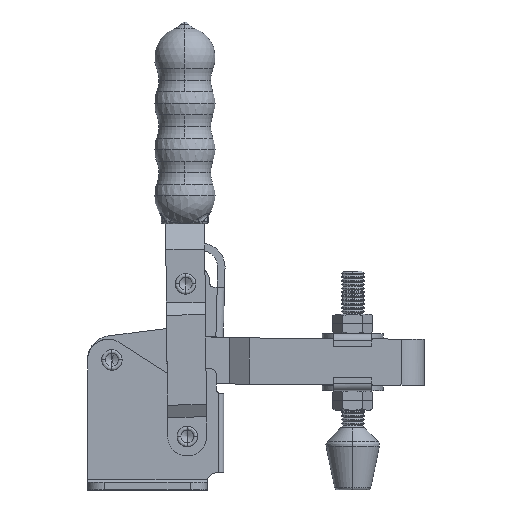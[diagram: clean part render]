
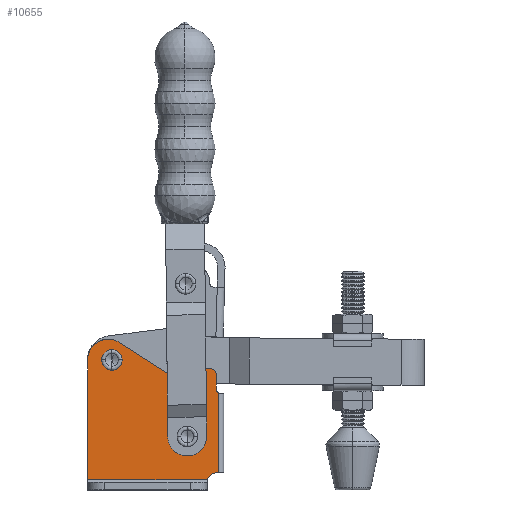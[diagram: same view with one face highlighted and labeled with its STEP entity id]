
A CAD part, left-side view. The second image highlights one B-rep face of the part: STEP entity #10655.
In plain terms, the highlighted planar face has unit normal (-1, 0, 0).
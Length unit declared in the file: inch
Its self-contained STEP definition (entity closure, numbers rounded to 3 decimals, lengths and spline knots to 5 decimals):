
#4860=EDGE_CURVE('',#13839,#11597,#14574,.T.);
#5247=EDGE_CURVE('',#6563,#7486,#14991,.T.);
#5443=VERTEX_POINT('',#15203);
#5990=VERTEX_POINT('',#15783);
#6017=EDGE_CURVE('',#13849,#7153,#15811,.T.);
#6239=VERTEX_POINT('',#16048);
#6563=VERTEX_POINT('',#16393);
#7049=VERTEX_POINT('',#16920);
#7153=VERTEX_POINT('',#17028);
#7448=EDGE_CURVE('',#12279,#13849,#17345,.T.);
#7486=VERTEX_POINT('',#17385);
#8190=VERTEX_POINT('',#18135);
#8418=EDGE_CURVE('',#12384,#12191,#18383,.T.);
#9098=EDGE_CURVE('',#6239,#10840,#19114,.T.);
#9628=EDGE_CURVE('',#7486,#12279,#19697,.T.);
#10309=EDGE_CURVE('',#7049,#13512,#20433,.T.);
#10655=ADVANCED_FACE('',(#20796,#20797,#20798),#20799,.T.);
#10697=EDGE_CURVE('',#11597,#13839,#20843,.T.);
#10840=VERTEX_POINT('',#21002);
#11085=EDGE_CURVE('',#5443,#8190,#21265,.T.);
#11597=VERTEX_POINT('',#21814);
#12145=EDGE_CURVE('',#13512,#7049,#22404,.T.);
#12191=VERTEX_POINT('',#22457);
#12212=EDGE_CURVE('',#5990,#12384,#22479,.T.);
#12279=VERTEX_POINT('',#22549);
#12287=EDGE_CURVE('',#5443,#5990,#22557,.T.);
#12384=VERTEX_POINT('',#22663);
#12623=EDGE_CURVE('',#12191,#7153,#22922,.T.);
#13362=EDGE_CURVE('',#8190,#6239,#23724,.T.);
#13512=VERTEX_POINT('',#23884);
#13835=EDGE_CURVE('',#10840,#6563,#24223,.T.);
#13839=VERTEX_POINT('',#24227);
#13849=VERTEX_POINT('',#24237);
#14574=(B_SPLINE_CURVE(3,(#25331,#25332,#25333,#25334),.UNSPECIFIED.,.F.,.F.)B_SPLINE_CURVE_WITH_KNOTS((4,4),(4.71239,7.85398),.UNSPECIFIED.)RATIONAL_B_SPLINE_CURVE((1.0,0.333,0.333,1.0))BOUNDED_CURVE()REPRESENTATION_ITEM('')GEOMETRIC_REPRESENTATION_ITEM()CURVE());
#14991=(B_SPLINE_CURVE(3,(#26457,#26458,#26459,#26460),.UNSPECIFIED.,.F.,.F.)B_SPLINE_CURVE_WITH_KNOTS((4,4),(4.14221,5.43947),.UNSPECIFIED.)RATIONAL_B_SPLINE_CURVE((1.0,0.865,0.865,1.0))BOUNDED_CURVE()REPRESENTATION_ITEM('')GEOMETRIC_REPRESENTATION_ITEM()CURVE());
#15203=CARTESIAN_POINT('',(-0.28346,-1.93979,0.16535));
#15783=CARTESIAN_POINT('',(-0.28346,-2.0748,0.27559));
#15811=LINE('',#28264,#28265);
#16048=CARTESIAN_POINT('',(-0.28346,0.,2.1063));
#16393=CARTESIAN_POINT('',(-0.28346,-1.3941,1.82449));
#16920=CARTESIAN_POINT('',(-0.28346,-1.61417,0.99114));
#17028=CARTESIAN_POINT('',(-0.28346,-2.08661,1.63386));
#17345=(B_SPLINE_CURVE(3,(#31530,#31531,#31532,#31533),.UNSPECIFIED.,.F.,.F.)B_SPLINE_CURVE_WITH_KNOTS((4,4),(-2.29788,0.0),.UNSPECIFIED.)RATIONAL_B_SPLINE_CURVE((1.0,0.606,0.606,1.0))BOUNDED_CURVE()REPRESENTATION_ITEM('')GEOMETRIC_REPRESENTATION_ITEM()CURVE());
#17385=CARTESIAN_POINT('',(-0.28346,-1.79732,1.85619));
#18135=CARTESIAN_POINT('',(-0.28346,0.,0.16535));
#18383=B_SPLINE_CURVE_WITH_KNOTS('',1,(#33754,#33755),.UNSPECIFIED.,.F.,.F.,(2,2),(0.0038,0.03657),.UNSPECIFIED.);
#19114=(B_SPLINE_CURVE(3,(#35488,#35489,#35490,#35491),.UNSPECIFIED.,.F.,.F.)B_SPLINE_CURVE_WITH_KNOTS((4,4),(-3.14159,-1.00062),.UNSPECIFIED.)RATIONAL_B_SPLINE_CURVE((1.0,0.653,0.653,1.0))BOUNDED_CURVE()REPRESENTATION_ITEM('')GEOMETRIC_REPRESENTATION_ITEM()CURVE());
#19697=LINE('',#36827,#36828);
#20433=(B_SPLINE_CURVE(3,(#38484,#38485,#38486,#38487),.UNSPECIFIED.,.F.,.F.)B_SPLINE_CURVE_WITH_KNOTS((4,4),(1.5708,4.71239),.UNSPECIFIED.)RATIONAL_B_SPLINE_CURVE((1.0,0.333,0.333,1.0))BOUNDED_CURVE()REPRESENTATION_ITEM('')GEOMETRIC_REPRESENTATION_ITEM()CURVE());
#20796=FACE_OUTER_BOUND('',#39289,.T.);
#20797=FACE_BOUND('',#39290,.T.);
#20798=FACE_BOUND('',#39291,.T.);
#20799=PLANE('',#39292);
#20843=(B_SPLINE_CURVE(3,(#39392,#39393,#39394,#39395),.UNSPECIFIED.,.F.,.F.)B_SPLINE_CURVE_WITH_KNOTS((4,4),(1.5708,4.71239),.UNSPECIFIED.)RATIONAL_B_SPLINE_CURVE((1.0,0.333,0.333,1.0))BOUNDED_CURVE()REPRESENTATION_ITEM('')GEOMETRIC_REPRESENTATION_ITEM()CURVE());
#21002=CARTESIAN_POINT('',(-0.28346,-0.51528,2.38801));
#21265=B_SPLINE_CURVE_WITH_KNOTS('',1,(#40312,#40313),.UNSPECIFIED.,.F.,.F.,(2,2),(-0.02467,0.0246),.UNSPECIFIED.);
#21814=CARTESIAN_POINT('',(-0.28346,-0.3937,2.26575));
#22404=(B_SPLINE_CURVE(3,(#42809,#42810,#42811,#42812),.UNSPECIFIED.,.F.,.F.)B_SPLINE_CURVE_WITH_KNOTS((4,4),(4.71239,7.85398),.UNSPECIFIED.)RATIONAL_B_SPLINE_CURVE((1.0,0.333,0.333,1.0))BOUNDED_CURVE()REPRESENTATION_ITEM('')GEOMETRIC_REPRESENTATION_ITEM()CURVE());
#22457=CARTESIAN_POINT('',(-0.28346,-2.12598,1.56567));
#22479=LINE('',#42933,#42934);
#22549=CARTESIAN_POINT('',(-0.28346,-1.89,1.93864));
#22557=(B_SPLINE_CURVE(3,(#43116,#43117,#43118,#43119),.UNSPECIFIED.,.F.,.F.)B_SPLINE_CURVE_WITH_KNOTS((4,4),(-2.94023,-1.5708),.UNSPECIFIED.)RATIONAL_B_SPLINE_CURVE((1.0,0.85,0.85,1.0))BOUNDED_CURVE()REPRESENTATION_ITEM('')GEOMETRIC_REPRESENTATION_ITEM()CURVE());
#22663=CARTESIAN_POINT('',(-0.28346,-2.12598,0.27559));
#22922=(B_SPLINE_CURVE(3,(#43903,#43904,#43905,#43906),.UNSPECIFIED.,.F.,.F.)B_SPLINE_CURVE_WITH_KNOTS((4,4),(-4.18879,-3.14159),.UNSPECIFIED.)RATIONAL_B_SPLINE_CURVE((1.0,0.911,0.911,1.0))BOUNDED_CURVE()REPRESENTATION_ITEM('')GEOMETRIC_REPRESENTATION_ITEM()CURVE());
#23724=LINE('',#46122,#46123);
#23884=CARTESIAN_POINT('',(-0.28346,-1.61417,0.74114));
#24223=LINE('',#47141,#47142);
#24227=CARTESIAN_POINT('',(-0.28346,-0.3937,1.94685));
#24237=CARTESIAN_POINT('',(-0.28346,-2.08661,1.85039));
#25331=CARTESIAN_POINT('',(-0.28346,-0.3937,1.94685));
#25332=CARTESIAN_POINT('',(-0.28346,-0.7126,1.94685));
#25333=CARTESIAN_POINT('',(-0.28346,-0.7126,2.26575));
#25334=CARTESIAN_POINT('',(-0.28346,-0.3937,2.26575));
#26457=CARTESIAN_POINT('',(-0.28346,-1.3941,1.82449));
#26458=CARTESIAN_POINT('',(-0.28346,-1.52537,1.74032));
#26459=CARTESIAN_POINT('',(-0.28346,-1.68082,1.75254));
#26460=CARTESIAN_POINT('',(-0.28346,-1.79732,1.85619));
#28264=CARTESIAN_POINT('',(-0.28346,-2.08661,0.89961));
#28265=VECTOR('',#49614,1.);
#31530=CARTESIAN_POINT('',(-0.28346,-1.89,1.93864));
#31531=CARTESIAN_POINT('',(-0.28346,-1.97852,2.01739));
#31532=CARTESIAN_POINT('',(-0.28346,-2.08661,1.96888));
#31533=CARTESIAN_POINT('',(-0.28346,-2.08661,1.85039));
#33754=CARTESIAN_POINT('',(-0.28346,-2.12598,0.27559));
#33755=CARTESIAN_POINT('',(-0.28346,-2.12598,1.56567));
#35488=CARTESIAN_POINT('',(-0.28346,0.,2.1063));
#35489=CARTESIAN_POINT('',(-0.28346,0.,2.40601));
#35490=CARTESIAN_POINT('',(-0.28346,-0.26298,2.54979));
#35491=CARTESIAN_POINT('',(-0.28346,-0.51528,2.38801));
#36827=CARTESIAN_POINT('',(-0.28346,-0.87587,1.03639));
#36828=VECTOR('',#53704,1.);
#38484=CARTESIAN_POINT('',(-0.28346,-1.61417,0.99114));
#38485=CARTESIAN_POINT('',(-0.28346,-1.36417,0.99114));
#38486=CARTESIAN_POINT('',(-0.28346,-1.36417,0.74114));
#38487=CARTESIAN_POINT('',(-0.28346,-1.61417,0.74114));
#39289=EDGE_LOOP('',(#54862,#54863,#54864,#54865,#54866,#54867,#54868,#54869,#54870,#54871,#54872,#54873));
#39290=EDGE_LOOP('',(#54874,#54875));
#39291=EDGE_LOOP('',(#54876,#54877));
#39292=AXIS2_PLACEMENT_3D('',#54878,#54879,#54880);
#39392=CARTESIAN_POINT('',(-0.28346,-0.3937,2.26575));
#39393=CARTESIAN_POINT('',(-0.28346,-0.0748,2.26575));
#39394=CARTESIAN_POINT('',(-0.28346,-0.0748,1.94685));
#39395=CARTESIAN_POINT('',(-0.28346,-0.3937,1.94685));
#40312=CARTESIAN_POINT('',(-0.28346,-1.93979,0.16535));
#40313=CARTESIAN_POINT('',(-0.28346,0.,0.16535));
#42809=CARTESIAN_POINT('',(-0.28346,-1.61417,0.74114));
#42810=CARTESIAN_POINT('',(-0.28346,-1.86417,0.74114));
#42811=CARTESIAN_POINT('',(-0.28346,-1.86417,0.99114));
#42812=CARTESIAN_POINT('',(-0.28346,-1.61417,0.99114));
#42933=CARTESIAN_POINT('',(-0.28346,-1.10236,0.27559));
#42934=VECTOR('',#56637,1.);
#43116=CARTESIAN_POINT('',(-0.28346,-1.93979,0.16535));
#43117=CARTESIAN_POINT('',(-0.28346,-1.95347,0.23235));
#43118=CARTESIAN_POINT('',(-0.28346,-2.00643,0.27559));
#43119=CARTESIAN_POINT('',(-0.28346,-2.0748,0.27559));
#43903=CARTESIAN_POINT('',(-0.28346,-2.12598,1.56567));
#43904=CARTESIAN_POINT('',(-0.28346,-2.10102,1.58008));
#43905=CARTESIAN_POINT('',(-0.28346,-2.08661,1.60504));
#43906=CARTESIAN_POINT('',(-0.28346,-2.08661,1.63386));
#46122=CARTESIAN_POINT('',(-0.28346,0.,0.08268));
#46123=VECTOR('',#57986,1.);
#47141=CARTESIAN_POINT('',(-0.28346,-0.83769,2.18127));
#47142=VECTOR('',#58420,1.);
#49614=DIRECTION('',(0.,0.,-1.0));
#53704=DIRECTION('',(0.,-0.747,0.665));
#54862=ORIENTED_EDGE('',*,*,#13362,.F.);
#54863=ORIENTED_EDGE('',*,*,#11085,.F.);
#54864=ORIENTED_EDGE('',*,*,#12287,.T.);
#54865=ORIENTED_EDGE('',*,*,#12212,.T.);
#54866=ORIENTED_EDGE('',*,*,#8418,.T.);
#54867=ORIENTED_EDGE('',*,*,#12623,.T.);
#54868=ORIENTED_EDGE('',*,*,#6017,.F.);
#54869=ORIENTED_EDGE('',*,*,#7448,.F.);
#54870=ORIENTED_EDGE('',*,*,#9628,.F.);
#54871=ORIENTED_EDGE('',*,*,#5247,.F.);
#54872=ORIENTED_EDGE('',*,*,#13835,.F.);
#54873=ORIENTED_EDGE('',*,*,#9098,.F.);
#54874=ORIENTED_EDGE('',*,*,#12145,.F.);
#54875=ORIENTED_EDGE('',*,*,#10309,.F.);
#54876=ORIENTED_EDGE('',*,*,#4860,.F.);
#54877=ORIENTED_EDGE('',*,*,#10697,.F.);
#54878=CARTESIAN_POINT('',(-0.28346,0.,0.16535));
#54879=DIRECTION('',(-1.0,0.,0.));
#54880=DIRECTION('',(0.,-1.0,0.0));
#56637=DIRECTION('',(0.,-1.0,-0.0));
#57986=DIRECTION('',(0.,0.,1.0));
#58420=DIRECTION('',(0.,-0.842,-0.54));
